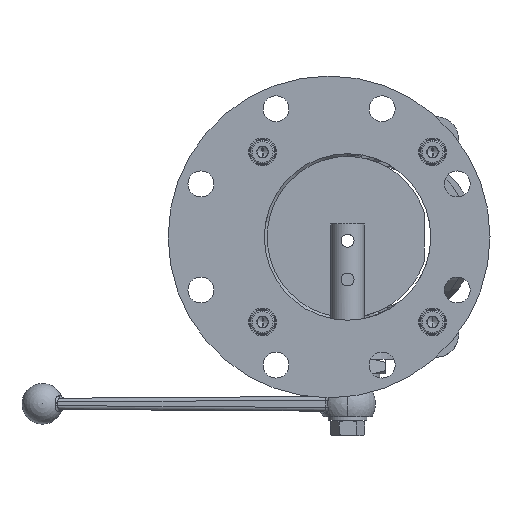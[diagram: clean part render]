
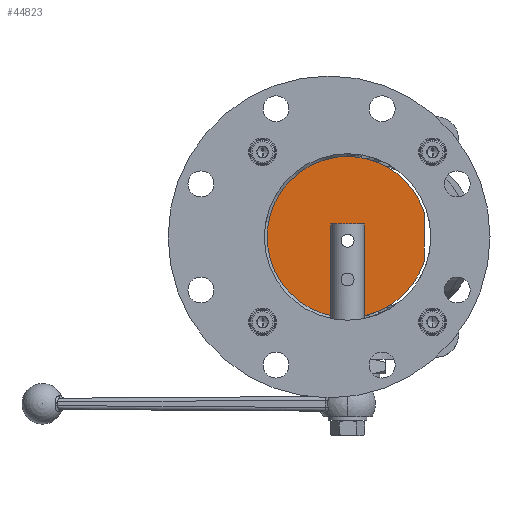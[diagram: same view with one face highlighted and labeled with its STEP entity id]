
A CAD part, left-side view. The second image highlights one B-rep face of the part: STEP entity #44823.
In plain terms, the highlighted planar face has unit normal (1, 0, 0).
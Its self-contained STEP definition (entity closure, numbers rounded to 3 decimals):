
#12184 = AXIS2_PLACEMENT_3D ( 'NONE', #23612, #23625, #23626 ) ;
#16692 = VECTOR ( 'NONE', #18980, 1000. ) ;
#16752 = LINE ( 'NONE', #18979, #16692 ) ;
#16756 = CIRCLE ( 'NONE', #54323, 43.5 ) ;
#16780 = CIRCLE ( 'NONE', #54325, 4.5 ) ;
#16782 = CIRCLE ( 'NONE', #54322, 4.5 ) ;
#16786 = CIRCLE ( 'NONE', #54324, 4.5 ) ;
#16792 = CIRCLE ( 'NONE', #54328, 4.5 ) ;
#18955 = CARTESIAN_POINT ( 'NONE',  ( 50.098, -14.549, -4.084 ) ) ;
#18958 = CARTESIAN_POINT ( 'NONE',  ( 50.098, -14.549, -27.084 ) ) ;
#18959 = DIRECTION ( 'NONE',  ( -1., 0., 0. ) ) ;
#18960 = DIRECTION ( 'NONE',  ( 0., 1., 0. ) ) ;
#18961 = CARTESIAN_POINT ( 'NONE',  ( 50.098, -14.549, -27.084 ) ) ;
#18971 = DIRECTION ( 'NONE',  ( -1., 0., 0. ) ) ;
#18972 = DIRECTION ( 'NONE',  ( 0., 1., 0. ) ) ;
#18973 = CARTESIAN_POINT ( 'NONE',  ( 50.098, -14.549, -6.084 ) ) ;
#18974 = DIRECTION ( 'NONE',  ( -1., 0., 0. ) ) ;
#18975 = DIRECTION ( 'NONE',  ( 0., 1., 0. ) ) ;
#18976 = CARTESIAN_POINT ( 'NONE',  ( 50.098, -14.549, -6.084 ) ) ;
#18977 = DIRECTION ( 'NONE',  ( -1., 0., 0. ) ) ;
#18978 = DIRECTION ( 'NONE',  ( 0., 1., 0. ) ) ;
#18979 = CARTESIAN_POINT ( 'NONE',  ( 50.098, -56.049, -17.122 ) ) ;
#18980 = DIRECTION ( 'NONE',  ( 0., 0., 1. ) ) ;
#18982 = DIRECTION ( 'NONE',  ( -1., 0., 0. ) ) ;
#18983 = DIRECTION ( 'NONE',  ( 0., 1., 0. ) ) ;
#23608 = PLANE ( 'NONE',  #12184 ) ;
#23612 = CARTESIAN_POINT ( 'NONE',  ( 50.098, -14.549, -4.084 ) ) ;
#23625 = DIRECTION ( 'NONE',  ( -1., 0., 0. ) ) ;
#23626 = DIRECTION ( 'NONE',  ( 0., 1., 0. ) ) ;
#28004 = FACE_BOUND ( 'NONE', #49336, .T. ) ;
#28010 = FACE_OUTER_BOUND ( 'NONE', #49337, .T. ) ;
#28012 = FACE_BOUND ( 'NONE', #49338, .T. ) ;
#28505 = VERTEX_POINT ( 'NONE', #38566 ) ;
#28506 = VERTEX_POINT ( 'NONE', #38567 ) ;
#28507 = VERTEX_POINT ( 'NONE', #38568 ) ;
#28508 = VERTEX_POINT ( 'NONE', #38569 ) ;
#28509 = VERTEX_POINT ( 'NONE', #38570 ) ;
#28510 = VERTEX_POINT ( 'NONE', #38571 ) ;
#38566 = CARTESIAN_POINT ( 'NONE',  ( 50.098, -10.049, -27.084 ) ) ;
#38567 = CARTESIAN_POINT ( 'NONE',  ( 50.098, -19.049, -27.084 ) ) ;
#38568 = CARTESIAN_POINT ( 'NONE',  ( 50.098, -56.049, 8.954 ) ) ;
#38569 = CARTESIAN_POINT ( 'NONE',  ( 50.098, -56.049, -17.122 ) ) ;
#38570 = CARTESIAN_POINT ( 'NONE',  ( 50.098, -10.049, -6.084 ) ) ;
#38571 = CARTESIAN_POINT ( 'NONE',  ( 50.098, -19.049, -6.084 ) ) ;
#43786 = ORIENTED_EDGE ( 'NONE', *, *, #48482, .T. ) ;
#43788 = ORIENTED_EDGE ( 'NONE', *, *, #48478, .T. ) ;
#43790 = ORIENTED_EDGE ( 'NONE', *, *, #48472, .F. ) ;
#43791 = ORIENTED_EDGE ( 'NONE', *, *, #48481, .F. ) ;
#43793 = ORIENTED_EDGE ( 'NONE', *, *, #48479, .T. ) ;
#43795 = ORIENTED_EDGE ( 'NONE', *, *, #48480, .T. ) ;
#44823 = ADVANCED_FACE ( 'NONE', ( #28004, #28010, #28012 ), #23608, .F. ) ;
#48472 = EDGE_CURVE ( 'NONE', #28507, #28508, #16756, .T. ) ;
#48478 = EDGE_CURVE ( 'NONE', #28505, #28506, #16780, .T. ) ;
#48479 = EDGE_CURVE ( 'NONE', #28509, #28510, #16782, .T. ) ;
#48480 = EDGE_CURVE ( 'NONE', #28510, #28509, #16786, .T. ) ;
#48481 = EDGE_CURVE ( 'NONE', #28508, #28507, #16752, .T. ) ;
#48482 = EDGE_CURVE ( 'NONE', #28506, #28505, #16792, .T. ) ;
#49336 = EDGE_LOOP ( 'NONE', ( #43788, #43786 ) ) ;
#49337 = EDGE_LOOP ( 'NONE', ( #43790, #43791 ) ) ;
#49338 = EDGE_LOOP ( 'NONE', ( #43793, #43795 ) ) ;
#54322 = AXIS2_PLACEMENT_3D ( 'NONE', #18973, #18974, #18975 ) ;
#54323 = AXIS2_PLACEMENT_3D ( 'NONE', #18955, #18959, #18960 ) ;
#54324 = AXIS2_PLACEMENT_3D ( 'NONE', #18976, #18977, #18978 ) ;
#54325 = AXIS2_PLACEMENT_3D ( 'NONE', #18961, #18971, #18972 ) ;
#54328 = AXIS2_PLACEMENT_3D ( 'NONE', #18958, #18982, #18983 ) ;
